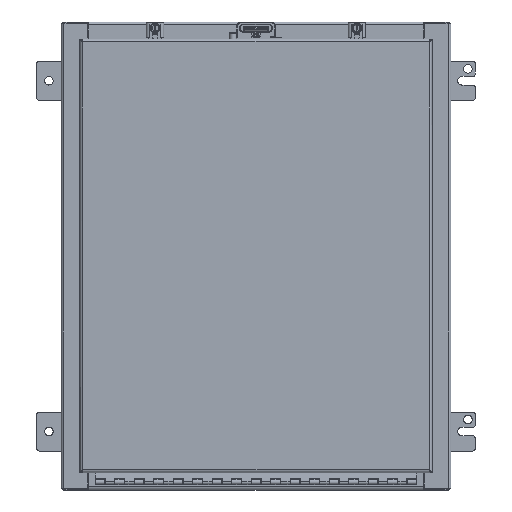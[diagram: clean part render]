
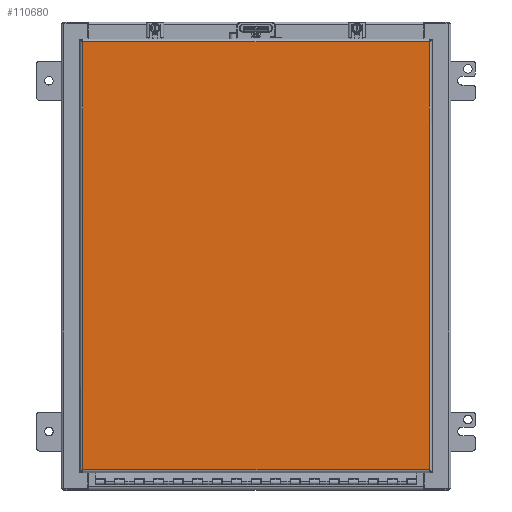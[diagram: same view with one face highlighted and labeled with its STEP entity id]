
A CAD part, top view. The second image highlights one B-rep face of the part: STEP entity #110680.
In plain terms, the highlighted planar face has unit normal (0, 0, -1).
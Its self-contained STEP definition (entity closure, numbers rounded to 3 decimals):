
#1560 = VECTOR ( 'NONE', #108357, 39.37 ) ;
#7305 = ORIENTED_EDGE ( 'NONE', *, *, #30553, .T. ) ;
#12848 = CARTESIAN_POINT ( 'NONE',  ( 8.886, 10.98, 5.073 ) ) ;
#15226 = DIRECTION ( 'NONE',  ( 0., -1., 0. ) ) ;
#30553 = EDGE_CURVE ( 'NONE', #166764, #138929, #156087, .T. ) ;
#33176 = LINE ( 'NONE', #46663, #143157 ) ;
#36877 = EDGE_CURVE ( 'NONE', #99008, #78654, #148560, .T. ) ;
#37146 = ORIENTED_EDGE ( 'NONE', *, *, #145417, .T. ) ;
#45671 = DIRECTION ( 'NONE',  ( 0., 1., 0. ) ) ;
#46663 = CARTESIAN_POINT ( 'NONE',  ( 9.031, 10.98, 5.073 ) ) ;
#56094 = CARTESIAN_POINT ( 'NONE',  ( 9.031, -10.98, 5.073 ) ) ;
#59322 = PLANE ( 'NONE',  #60775 ) ;
#60775 = AXIS2_PLACEMENT_3D ( 'NONE', #85437, #136882, #62627 ) ;
#62627 = DIRECTION ( 'NONE',  ( 0., -1., 0. ) ) ;
#66719 = CARTESIAN_POINT ( 'NONE',  ( 8.886, 11.125, 5.073 ) ) ;
#68679 = DIRECTION ( 'NONE',  ( 1., 0., 0. ) ) ;
#71827 = VECTOR ( 'NONE', #45671, 39.37 ) ;
#78654 = VERTEX_POINT ( 'NONE', #125434 ) ;
#82397 = EDGE_LOOP ( 'NONE', ( #135070, #92761, #37146, #7305 ) ) ;
#85437 = CARTESIAN_POINT ( 'NONE',  ( 9.031, 11.125, 5.073 ) ) ;
#92761 = ORIENTED_EDGE ( 'NONE', *, *, #36877, .T. ) ;
#99008 = VERTEX_POINT ( 'NONE', #132988 ) ;
#108357 = DIRECTION ( 'NONE',  ( -1., 0., 0. ) ) ;
#110680 = ADVANCED_FACE ( 'NONE', ( #127518 ), #59322, .F. ) ;
#116815 = EDGE_CURVE ( 'NONE', #138929, #99008, #145484, .T. ) ;
#117876 = CARTESIAN_POINT ( 'NONE',  ( 8.886, -10.98, 5.073 ) ) ;
#125434 = CARTESIAN_POINT ( 'NONE',  ( -8.886, 10.98, 5.073 ) ) ;
#127518 = FACE_OUTER_BOUND ( 'NONE', #82397, .T. ) ;
#132988 = CARTESIAN_POINT ( 'NONE',  ( -8.886, -10.98, 5.073 ) ) ;
#133562 = VECTOR ( 'NONE', #15226, 39.37 ) ;
#135070 = ORIENTED_EDGE ( 'NONE', *, *, #116815, .T. ) ;
#136882 = DIRECTION ( 'NONE',  ( 0., 0., 1. ) ) ;
#138929 = VERTEX_POINT ( 'NONE', #117876 ) ;
#143157 = VECTOR ( 'NONE', #68679, 39.37 ) ;
#145417 = EDGE_CURVE ( 'NONE', #78654, #166764, #33176, .T. ) ;
#145484 = LINE ( 'NONE', #56094, #1560 ) ;
#148560 = LINE ( 'NONE', #162850, #71827 ) ;
#156087 = LINE ( 'NONE', #66719, #133562 ) ;
#162850 = CARTESIAN_POINT ( 'NONE',  ( -8.886, 11.125, 5.073 ) ) ;
#166764 = VERTEX_POINT ( 'NONE', #12848 ) ;
